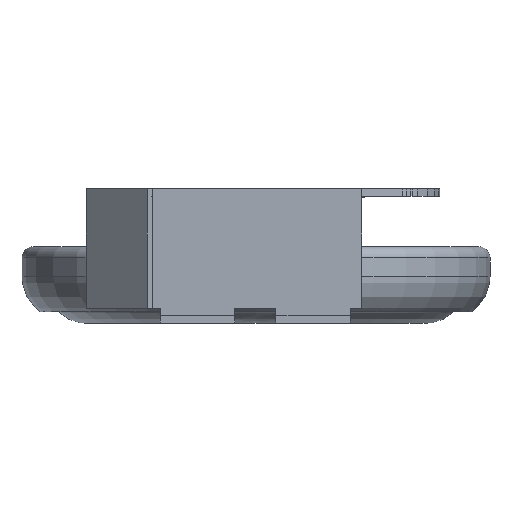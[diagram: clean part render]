
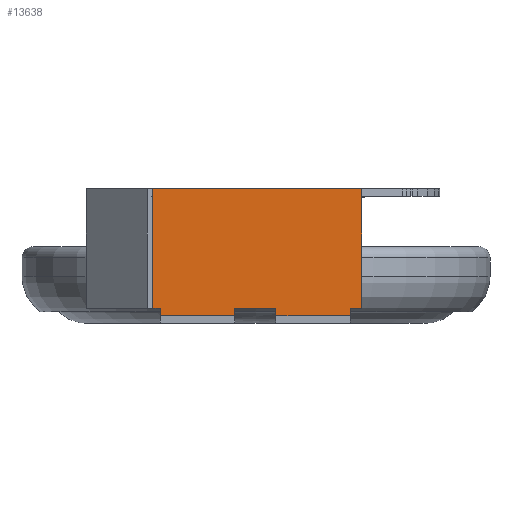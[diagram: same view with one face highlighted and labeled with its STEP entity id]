
A CAD part, left-side view. The second image highlights one B-rep face of the part: STEP entity #13638.
In plain terms, the highlighted planar face has unit normal (-1, 0, 0).
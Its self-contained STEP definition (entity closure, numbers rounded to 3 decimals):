
#875=PLANE('',#14341);
#2662=LINE('',#21198,#4544);
#2664=LINE('',#21202,#4546);
#2667=LINE('',#21208,#4549);
#2671=LINE('',#21217,#4553);
#2674=LINE('',#21222,#4556);
#2677=LINE('',#21228,#4559);
#2681=LINE('',#21237,#4563);
#2684=LINE('',#21242,#4566);
#2686=LINE('',#21246,#4568);
#2743=LINE('',#21360,#4625);
#2744=LINE('',#21363,#4626);
#2745=LINE('',#21364,#4627);
#4544=VECTOR('',#17380,1.);
#4546=VECTOR('',#17384,1.);
#4549=VECTOR('',#17389,1.);
#4553=VECTOR('',#17397,1.);
#4556=VECTOR('',#17402,1.);
#4559=VECTOR('',#17407,1.);
#4563=VECTOR('',#17415,1.);
#4566=VECTOR('',#17420,1.);
#4568=VECTOR('',#17424,1.);
#4625=VECTOR('',#17531,1.);
#4626=VECTOR('',#17536,1.);
#4627=VECTOR('',#17537,1.);
#5317=FACE_OUTER_BOUND('',#6023,.T.);
#6023=EDGE_LOOP('',(#12860,#12861,#12862,#12863,#12864,#12865,#12866,#12867,
#12868,#12869,#12870,#12871));
#7241=VERTEX_POINT('',#21194);
#7242=VERTEX_POINT('',#21196);
#7243=VERTEX_POINT('',#21200);
#7245=VERTEX_POINT('',#21206);
#7247=VERTEX_POINT('',#21214);
#7248=VERTEX_POINT('',#21216);
#7249=VERTEX_POINT('',#21220);
#7251=VERTEX_POINT('',#21226);
#7253=VERTEX_POINT('',#21234);
#7254=VERTEX_POINT('',#21236);
#7255=VERTEX_POINT('',#21240);
#7256=VERTEX_POINT('',#21244);
#9077=EDGE_CURVE('',#7241,#7242,#2662,.T.);
#9079=EDGE_CURVE('',#7242,#7243,#2664,.T.);
#9082=EDGE_CURVE('',#7243,#7245,#2667,.T.);
#9086=EDGE_CURVE('',#7248,#7247,#2671,.T.);
#9089=EDGE_CURVE('',#7247,#7249,#2674,.T.);
#9092=EDGE_CURVE('',#7249,#7251,#2677,.T.);
#9096=EDGE_CURVE('',#7254,#7253,#2681,.T.);
#9099=EDGE_CURVE('',#7253,#7255,#2684,.T.);
#9101=EDGE_CURVE('',#7255,#7256,#2686,.T.);
#9158=EDGE_CURVE('',#7256,#7241,#2743,.T.);
#9159=EDGE_CURVE('',#7248,#7245,#2744,.T.);
#9160=EDGE_CURVE('',#7254,#7251,#2745,.T.);
#12860=ORIENTED_EDGE('',*,*,#9077,.T.);
#12861=ORIENTED_EDGE('',*,*,#9079,.T.);
#12862=ORIENTED_EDGE('',*,*,#9082,.T.);
#12863=ORIENTED_EDGE('',*,*,#9159,.F.);
#12864=ORIENTED_EDGE('',*,*,#9086,.T.);
#12865=ORIENTED_EDGE('',*,*,#9089,.T.);
#12866=ORIENTED_EDGE('',*,*,#9092,.T.);
#12867=ORIENTED_EDGE('',*,*,#9160,.F.);
#12868=ORIENTED_EDGE('',*,*,#9096,.T.);
#12869=ORIENTED_EDGE('',*,*,#9099,.T.);
#12870=ORIENTED_EDGE('',*,*,#9101,.T.);
#12871=ORIENTED_EDGE('',*,*,#9158,.T.);
#13638=ADVANCED_FACE('',(#5317),#875,.T.);
#14341=AXIS2_PLACEMENT_3D('',#21362,#17534,#17535);
#17380=DIRECTION('',(0.,0.,-1.));
#17384=DIRECTION('',(0.,-1.,0.));
#17389=DIRECTION('',(0.,0.,-1.));
#17397=DIRECTION('',(0.,0.,1.));
#17402=DIRECTION('',(0.,-1.,0.));
#17407=DIRECTION('',(0.,0.,-1.));
#17415=DIRECTION('',(0.,0.,1.));
#17420=DIRECTION('',(0.,-1.,0.));
#17424=DIRECTION('',(0.,0.,1.));
#17531=DIRECTION('',(0.,1.,0.));
#17534=DIRECTION('center_axis',(-1.,0.,0.));
#17535=DIRECTION('ref_axis',(0.,0.,1.));
#17536=DIRECTION('',(0.,1.,0.));
#17537=DIRECTION('',(0.,1.,0.));
#21194=CARTESIAN_POINT('',(-6.75,2.75,3.6));
#21196=CARTESIAN_POINT('',(-6.75,2.75,0.4));
#21198=CARTESIAN_POINT('',(-6.75,2.75,3.6));
#21200=CARTESIAN_POINT('',(-6.75,2.55,0.4));
#21202=CARTESIAN_POINT('',(-6.75,2.75,0.4));
#21206=CARTESIAN_POINT('',(-6.75,2.55,0.2));
#21208=CARTESIAN_POINT('',(-6.75,2.55,0.4));
#21214=CARTESIAN_POINT('',(-6.75,0.55,0.4));
#21216=CARTESIAN_POINT('',(-6.75,0.55,0.2));
#21217=CARTESIAN_POINT('',(-6.75,0.55,0.));
#21220=CARTESIAN_POINT('',(-6.75,-0.55,0.4));
#21222=CARTESIAN_POINT('',(-6.75,0.55,0.4));
#21226=CARTESIAN_POINT('',(-6.75,-0.55,0.2));
#21228=CARTESIAN_POINT('',(-6.75,-0.55,0.4));
#21234=CARTESIAN_POINT('',(-6.75,-2.55,0.4));
#21236=CARTESIAN_POINT('',(-6.75,-2.55,0.2));
#21237=CARTESIAN_POINT('',(-6.75,-2.55,0.));
#21240=CARTESIAN_POINT('',(-6.75,-2.85,0.4));
#21242=CARTESIAN_POINT('',(-6.75,-2.55,0.4));
#21244=CARTESIAN_POINT('',(-6.75,-2.85,3.6));
#21246=CARTESIAN_POINT('',(-6.75,-2.85,0.4));
#21360=CARTESIAN_POINT('',(-6.75,-2.85,3.6));
#21362=CARTESIAN_POINT('Origin',(-6.75,2.75,3.6));
#21363=CARTESIAN_POINT('',(-6.75,0.55,0.2));
#21364=CARTESIAN_POINT('',(-6.75,-2.55,0.2));
